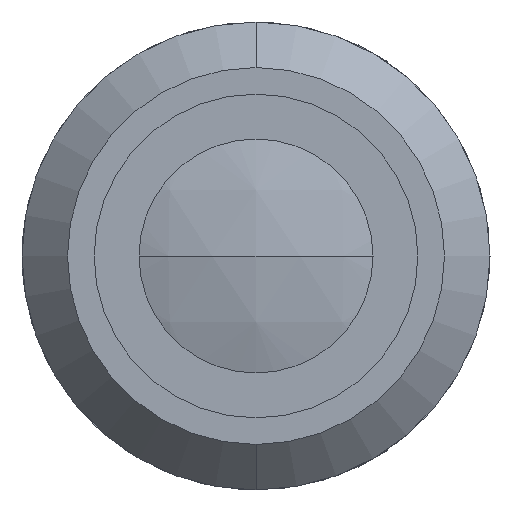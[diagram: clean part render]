
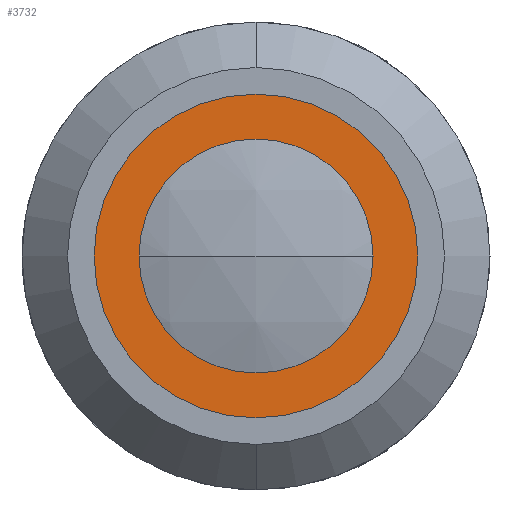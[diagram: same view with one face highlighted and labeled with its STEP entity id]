
A CAD part, left-side view. The second image highlights one B-rep face of the part: STEP entity #3732.
In plain terms, the highlighted planar face has unit normal (-1, 0, 0).
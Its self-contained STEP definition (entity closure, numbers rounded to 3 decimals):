
#1 = VERTEX_POINT ( 'NONE', #593 ) ;
#68 = DIRECTION ( 'NONE',  ( 0., 0., 1. ) ) ;
#95 = ORIENTED_EDGE ( 'NONE', *, *, #211, .T. ) ;
#188 = CIRCLE ( 'NONE', #1636, 13.2 ) ;
#211 = EDGE_CURVE ( 'NONE', #2000, #1794, #188, .T. ) ;
#249 = AXIS2_PLACEMENT_3D ( 'NONE', #1746, #482, #1057 ) ;
#431 = CARTESIAN_POINT ( 'NONE',  ( 3.5, 0., -13.2 ) ) ;
#482 = DIRECTION ( 'NONE',  ( 1., 0., 0. ) ) ;
#593 = CARTESIAN_POINT ( 'NONE',  ( 3.5, 0., -9. ) ) ;
#751 = DIRECTION ( 'NONE',  ( -1., 0., 0. ) ) ;
#828 = EDGE_LOOP ( 'NONE', ( #2838, #2400 ) ) ;
#829 = CIRCLE ( 'NONE', #1097, 9. ) ;
#1030 = CIRCLE ( 'NONE', #1564, 9. ) ;
#1057 = DIRECTION ( 'NONE',  ( 0., 0., -1. ) ) ;
#1097 = AXIS2_PLACEMENT_3D ( 'NONE', #3212, #2037, #2677 ) ;
#1284 = DIRECTION ( 'NONE',  ( -1., 0., 0. ) ) ;
#1564 = AXIS2_PLACEMENT_3D ( 'NONE', #4108, #1284, #3840 ) ;
#1636 = AXIS2_PLACEMENT_3D ( 'NONE', #3957, #751, #68 ) ;
#1677 = ORIENTED_EDGE ( 'NONE', *, *, #3167, .T. ) ;
#1746 = CARTESIAN_POINT ( 'NONE',  ( 3.5, 13.2, 0. ) ) ;
#1781 = EDGE_CURVE ( 'NONE', #2154, #1, #1030, .T. ) ;
#1794 = VERTEX_POINT ( 'NONE', #3223 ) ;
#2000 = VERTEX_POINT ( 'NONE', #431 ) ;
#2010 = PLANE ( 'NONE',  #249 ) ;
#2037 = DIRECTION ( 'NONE',  ( -1., 0., 0. ) ) ;
#2054 = FACE_OUTER_BOUND ( 'NONE', #3184, .T. ) ;
#2154 = VERTEX_POINT ( 'NONE', #4086 ) ;
#2365 = FACE_BOUND ( 'NONE', #828, .T. ) ;
#2400 = ORIENTED_EDGE ( 'NONE', *, *, #2762, .F. ) ;
#2677 = DIRECTION ( 'NONE',  ( 0., 0., 1. ) ) ;
#2762 = EDGE_CURVE ( 'NONE', #1, #2154, #829, .T. ) ;
#2771 = CARTESIAN_POINT ( 'NONE',  ( 3.5, 0., 0. ) ) ;
#2838 = ORIENTED_EDGE ( 'NONE', *, *, #1781, .F. ) ;
#3046 = CIRCLE ( 'NONE', #3242, 13.2 ) ;
#3167 = EDGE_CURVE ( 'NONE', #1794, #2000, #3046, .T. ) ;
#3184 = EDGE_LOOP ( 'NONE', ( #1677, #95 ) ) ;
#3212 = CARTESIAN_POINT ( 'NONE',  ( 3.5, 0., 0. ) ) ;
#3223 = CARTESIAN_POINT ( 'NONE',  ( 3.5, 0., 13.2 ) ) ;
#3242 = AXIS2_PLACEMENT_3D ( 'NONE', #2771, #4068, #4051 ) ;
#3732 = ADVANCED_FACE ( 'NONE', ( #2365, #2054 ), #2010, .F. ) ;
#3840 = DIRECTION ( 'NONE',  ( 0., 0., 1. ) ) ;
#3957 = CARTESIAN_POINT ( 'NONE',  ( 3.5, 0., 0. ) ) ;
#4051 = DIRECTION ( 'NONE',  ( 0., 0., 1. ) ) ;
#4068 = DIRECTION ( 'NONE',  ( -1., 0., 0. ) ) ;
#4086 = CARTESIAN_POINT ( 'NONE',  ( 3.5, 0., 9. ) ) ;
#4108 = CARTESIAN_POINT ( 'NONE',  ( 3.5, 0., 0. ) ) ;
